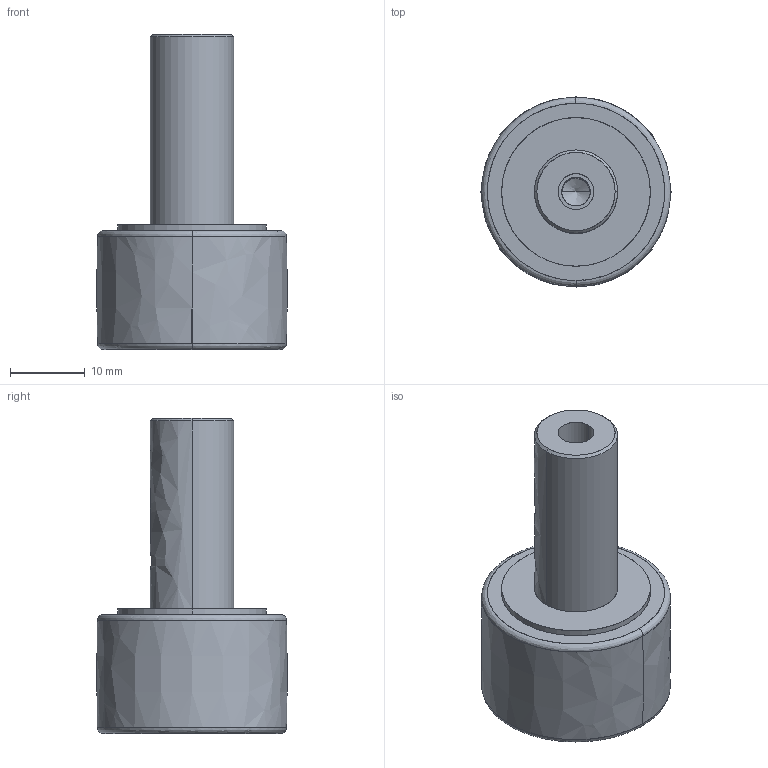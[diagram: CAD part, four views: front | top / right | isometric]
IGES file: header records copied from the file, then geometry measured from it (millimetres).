
Start section: SolidWorks IGES file using analytic representation for surfaces
Global section: file name: CCDEFAU0913854321980.igs; native system: SolidWorks 2011; preprocessor: SolidWorks 2011; author: partstream; date: 110913.085429; units: millimetre
Bounding box: 25.38 x 25.38 x 42.06 mm (x, y, z)
Surface area: 3643.1 mm2 (no closed solid volume)
Topology: 0 solids, 0 shells, 32 faces, 555 edges, 572 vertices
Faces by surface type: bspline 18, revolution 14
